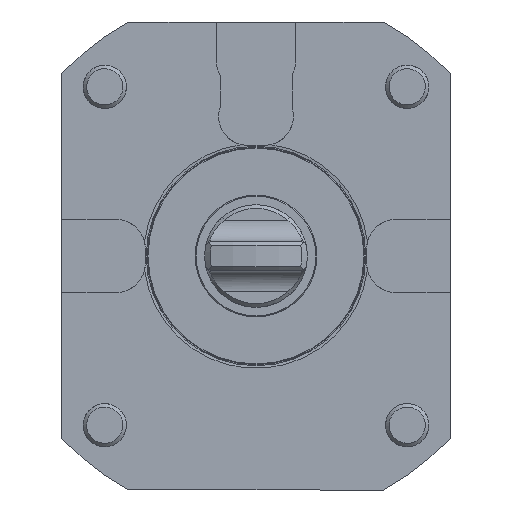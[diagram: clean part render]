
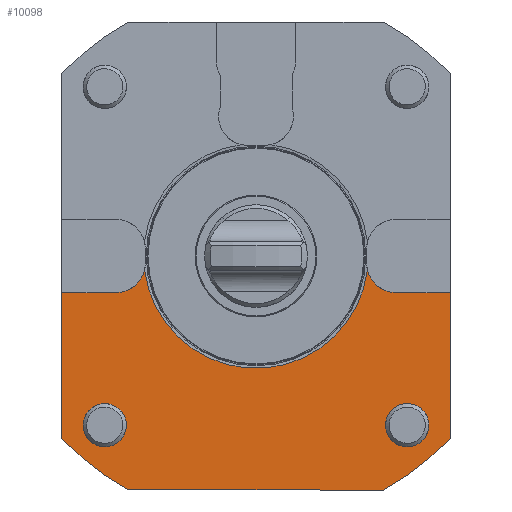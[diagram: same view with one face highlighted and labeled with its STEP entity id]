
A CAD part, front view. The second image highlights one B-rep face of the part: STEP entity #10098.
In plain terms, the highlighted planar face has unit normal (0, -1, 0).
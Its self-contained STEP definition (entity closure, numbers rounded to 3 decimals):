
#176 = DIRECTION ( 'NONE',  ( 0., -1., 0. ) ) ;
#213 = AXIS2_PLACEMENT_3D ( 'NONE', #2054, #15426, #17673 ) ;
#583 = LINE ( 'NONE', #684, #10717 ) ;
#684 = CARTESIAN_POINT ( 'NONE',  ( -59.893, 0., -10.15 ) ) ;
#750 = ORIENTED_EDGE ( 'NONE', *, *, #19110, .T. ) ;
#1020 = EDGE_LOOP ( 'NONE', ( #18848 ) ) ;
#1095 = CARTESIAN_POINT ( 'NONE',  ( -54., 0., 0. ) ) ;
#1121 = ORIENTED_EDGE ( 'NONE', *, *, #19190, .F. ) ;
#1215 = FACE_BOUND ( 'NONE', #18444, .T. ) ;
#1360 = CARTESIAN_POINT ( 'NONE',  ( -42., 0., -47. ) ) ;
#1444 = VERTEX_POINT ( 'NONE', #4946 ) ;
#1538 = AXIS2_PLACEMENT_3D ( 'NONE', #4465, #176, #15448 ) ;
#2022 = LINE ( 'NONE', #5529, #7313 ) ;
#2054 = CARTESIAN_POINT ( 'NONE',  ( 0., 0., 0. ) ) ;
#2638 = VERTEX_POINT ( 'NONE', #20291 ) ;
#2682 = ORIENTED_EDGE ( 'NONE', *, *, #6650, .F. ) ;
#2686 = CIRCLE ( 'NONE', #4332, 74. ) ;
#2748 = FACE_BOUND ( 'NONE', #1020, .T. ) ;
#3000 = DIRECTION ( 'NONE',  ( 1., 0., 0. ) ) ;
#3218 = DIRECTION ( 'NONE',  ( 0., 1., 0. ) ) ;
#3371 = VERTEX_POINT ( 'NONE', #9625 ) ;
#3486 = CIRCLE ( 'NONE', #1538, 74. ) ;
#3576 = DIRECTION ( 'NONE',  ( 0., 0., 1. ) ) ;
#3887 = EDGE_CURVE ( 'NONE', #10200, #12554, #7425, .T. ) ;
#4332 = AXIS2_PLACEMENT_3D ( 'NONE', #19398, #8197, #3576 ) ;
#4465 = CARTESIAN_POINT ( 'NONE',  ( 0., 0., 0. ) ) ;
#4564 = VERTEX_POINT ( 'NONE', #5505 ) ;
#4593 = EDGE_CURVE ( 'NONE', #5136, #4564, #583, .T. ) ;
#4598 = DIRECTION ( 'NONE',  ( 0., 0., 1. ) ) ;
#4946 = CARTESIAN_POINT ( 'NONE',  ( 35.369, 0., -65. ) ) ;
#5136 = VERTEX_POINT ( 'NONE', #17933 ) ;
#5173 = AXIS2_PLACEMENT_3D ( 'NONE', #1360, #12637, #3000 ) ;
#5480 = ORIENTED_EDGE ( 'NONE', *, *, #8801, .T. ) ;
#5505 = CARTESIAN_POINT ( 'NONE',  ( -38.75, 0., -10.15 ) ) ;
#5524 = ORIENTED_EDGE ( 'NONE', *, *, #8345, .T. ) ;
#5529 = CARTESIAN_POINT ( 'NONE',  ( 0., 0., -65. ) ) ;
#5580 = CARTESIAN_POINT ( 'NONE',  ( 30.951, 0., -3.933 ) ) ;
#5615 = LINE ( 'NONE', #1095, #14479 ) ;
#5865 = ORIENTED_EDGE ( 'NONE', *, *, #11514, .F. ) ;
#5984 = VECTOR ( 'NONE', #10346, 1000. ) ;
#6238 = CARTESIAN_POINT ( 'NONE',  ( -35.369, 0., -65. ) ) ;
#6276 = EDGE_LOOP ( 'NONE', ( #5524, #13840, #2682, #12517, #5480, #15371, #1121, #7120, #750, #11942 ) ) ;
#6313 = DIRECTION ( 'NONE',  ( 0., 0., -1. ) ) ;
#6650 = EDGE_CURVE ( 'NONE', #12554, #2638, #13477, .T. ) ;
#7120 = ORIENTED_EDGE ( 'NONE', *, *, #14608, .T. ) ;
#7313 = VECTOR ( 'NONE', #11356, 1000. ) ;
#7425 = CIRCLE ( 'NONE', #213, 31.2 ) ;
#7685 = VERTEX_POINT ( 'NONE', #6238 ) ;
#8197 = DIRECTION ( 'NONE',  ( 0., -1., 0. ) ) ;
#8345 = EDGE_CURVE ( 'NONE', #9777, #14740, #12526, .T. ) ;
#8801 = EDGE_CURVE ( 'NONE', #10200, #4564, #19980, .T. ) ;
#9625 = CARTESIAN_POINT ( 'NONE',  ( 48., 0., -47. ) ) ;
#9777 = VERTEX_POINT ( 'NONE', #10128 ) ;
#10098 = ADVANCED_FACE ( 'Defeature completata1_4', ( #2748, #1215, #10551 ), #12182, .T. ) ;
#10117 = DIRECTION ( 'NONE',  ( 0., 0., 1. ) ) ;
#10128 = CARTESIAN_POINT ( 'NONE',  ( 54., 0., -50.596 ) ) ;
#10200 = VERTEX_POINT ( 'NONE', #14091 ) ;
#10346 = DIRECTION ( 'NONE',  ( -1., 0., 0. ) ) ;
#10551 = FACE_OUTER_BOUND ( 'NONE', #6276, .T. ) ;
#10714 = CARTESIAN_POINT ( 'NONE',  ( -38.75, 0., -2.15 ) ) ;
#10717 = VECTOR ( 'NONE', #11750, 1000. ) ;
#10757 = DIRECTION ( 'NONE',  ( 1., 0., 0. ) ) ;
#11159 = VERTEX_POINT ( 'NONE', #17540 ) ;
#11356 = DIRECTION ( 'NONE',  ( 1., 0., 0. ) ) ;
#11389 = VECTOR ( 'NONE', #15818, 1000. ) ;
#11514 = EDGE_CURVE ( 'NONE', #3371, #3371, #12831, .T. ) ;
#11518 = AXIS2_PLACEMENT_3D ( 'NONE', #19375, #14623, #10117 ) ;
#11750 = DIRECTION ( 'NONE',  ( 1., 0., 0. ) ) ;
#11870 = DIRECTION ( 'NONE',  ( 0., 0., 1. ) ) ;
#11942 = ORIENTED_EDGE ( 'NONE', *, *, #17650, .T. ) ;
#12182 = PLANE ( 'NONE',  #14058 ) ;
#12517 = ORIENTED_EDGE ( 'NONE', *, *, #3887, .F. ) ;
#12526 = LINE ( 'NONE', #12821, #11389 ) ;
#12554 = VERTEX_POINT ( 'NONE', #5580 ) ;
#12637 = DIRECTION ( 'NONE',  ( 0., -1., 0. ) ) ;
#12821 = CARTESIAN_POINT ( 'NONE',  ( 54., 0., 0. ) ) ;
#12831 = CIRCLE ( 'NONE', #18098, 6. ) ;
#13477 = CIRCLE ( 'NONE', #11518, 8. ) ;
#13514 = CARTESIAN_POINT ( 'NONE',  ( 59.893, 0., -10.15 ) ) ;
#13840 = ORIENTED_EDGE ( 'NONE', *, *, #17803, .T. ) ;
#13870 = VERTEX_POINT ( 'NONE', #14388 ) ;
#14058 = AXIS2_PLACEMENT_3D ( 'NONE', #18466, #16902, #4598 ) ;
#14091 = CARTESIAN_POINT ( 'NONE',  ( -30.951, 0., -3.933 ) ) ;
#14388 = CARTESIAN_POINT ( 'NONE',  ( -54., 0., -50.596 ) ) ;
#14479 = VECTOR ( 'NONE', #11870, 1000. ) ;
#14608 = EDGE_CURVE ( 'NONE', #13870, #7685, #3486, .T. ) ;
#14623 = DIRECTION ( 'NONE',  ( 0., -1., 0. ) ) ;
#14740 = VERTEX_POINT ( 'NONE', #17510 ) ;
#15045 = AXIS2_PLACEMENT_3D ( 'NONE', #10714, #3218, #6313 ) ;
#15371 = ORIENTED_EDGE ( 'NONE', *, *, #4593, .F. ) ;
#15426 = DIRECTION ( 'NONE',  ( 0., -1., 0. ) ) ;
#15448 = DIRECTION ( 'NONE',  ( 0., 0., 1. ) ) ;
#15818 = DIRECTION ( 'NONE',  ( 0., 0., 1. ) ) ;
#16637 = EDGE_CURVE ( 'NONE', #11159, #11159, #17279, .T. ) ;
#16902 = DIRECTION ( 'NONE',  ( 0., -1., 0. ) ) ;
#17279 = CIRCLE ( 'NONE', #5173, 6. ) ;
#17510 = CARTESIAN_POINT ( 'NONE',  ( 54., 0., -10.15 ) ) ;
#17540 = CARTESIAN_POINT ( 'NONE',  ( -36., 0., -47. ) ) ;
#17650 = EDGE_CURVE ( 'NONE', #1444, #9777, #2686, .T. ) ;
#17673 = DIRECTION ( 'NONE',  ( 0., 0., 1. ) ) ;
#17803 = EDGE_CURVE ( 'NONE', #14740, #2638, #19981, .T. ) ;
#17933 = CARTESIAN_POINT ( 'NONE',  ( -54., 0., -10.15 ) ) ;
#18098 = AXIS2_PLACEMENT_3D ( 'NONE', #19982, #18569, #10757 ) ;
#18444 = EDGE_LOOP ( 'NONE', ( #5865 ) ) ;
#18466 = CARTESIAN_POINT ( 'NONE',  ( 0., 0., 0. ) ) ;
#18569 = DIRECTION ( 'NONE',  ( 0., -1., 0. ) ) ;
#18848 = ORIENTED_EDGE ( 'NONE', *, *, #16637, .F. ) ;
#19110 = EDGE_CURVE ( 'NONE', #7685, #1444, #2022, .T. ) ;
#19190 = EDGE_CURVE ( 'NONE', #13870, #5136, #5615, .T. ) ;
#19375 = CARTESIAN_POINT ( 'NONE',  ( 38.75, 0., -2.15 ) ) ;
#19398 = CARTESIAN_POINT ( 'NONE',  ( 0., 0., 0. ) ) ;
#19980 = CIRCLE ( 'NONE', #15045, 8. ) ;
#19981 = LINE ( 'NONE', #13514, #5984 ) ;
#19982 = CARTESIAN_POINT ( 'NONE',  ( 42., 0., -47. ) ) ;
#20291 = CARTESIAN_POINT ( 'NONE',  ( 38.75, 0., -10.15 ) ) ;
